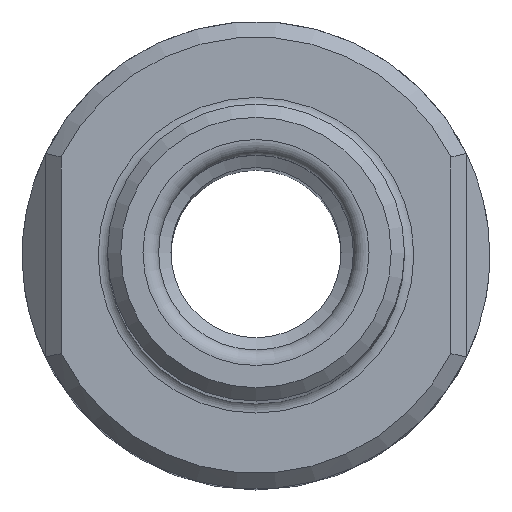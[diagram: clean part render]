
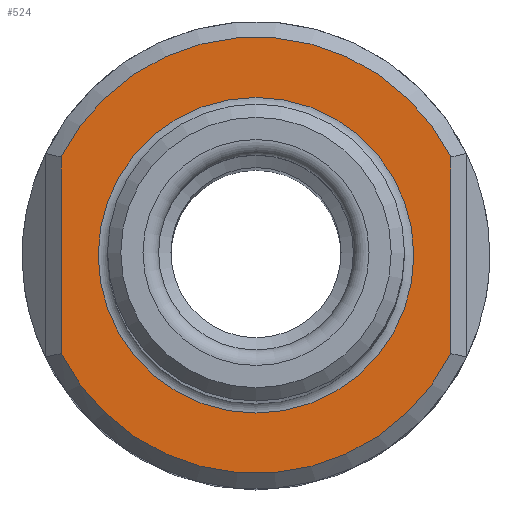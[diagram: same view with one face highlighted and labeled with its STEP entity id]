
A CAD part, top view. The second image highlights one B-rep face of the part: STEP entity #524.
In plain terms, the highlighted planar face has unit normal (0, 0, 1).
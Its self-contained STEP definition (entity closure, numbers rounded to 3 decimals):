
#35=PLANE('',#561);
#50=LINE('',#741,#60);
#51=LINE('',#746,#61);
#60=VECTOR('',#626,1000.);
#61=VECTOR('',#629,1000.);
#75=ORIENTED_EDGE('',*,*,#151,.T.);
#76=ORIENTED_EDGE('',*,*,#152,.T.);
#77=ORIENTED_EDGE('',*,*,#153,.T.);
#78=ORIENTED_EDGE('',*,*,#154,.T.);
#79=ORIENTED_EDGE('',*,*,#155,.F.);
#151=EDGE_CURVE('',#189,#190,#50,.T.);
#152=EDGE_CURVE('',#190,#191,#213,.F.);
#153=EDGE_CURVE('',#191,#192,#51,.T.);
#154=EDGE_CURVE('',#192,#189,#214,.F.);
#155=EDGE_CURVE('',#193,#193,#215,.T.);
#189=VERTEX_POINT('',#742);
#190=VERTEX_POINT('',#743);
#191=VERTEX_POINT('',#745);
#192=VERTEX_POINT('',#747);
#193=VERTEX_POINT('',#750);
#213=CIRCLE('',#562,14.);
#214=CIRCLE('',#563,14.);
#215=CIRCLE('',#564,10.125);
#234=EDGE_LOOP('',(#75,#76,#77,#78));
#235=EDGE_LOOP('',(#79));
#280=FACE_BOUND('',#234,.T.);
#281=FACE_BOUND('',#235,.T.);
#524=ADVANCED_FACE('',(#280,#281),#35,.F.);
#561=AXIS2_PLACEMENT_3D('',#740,#624,#625);
#562=AXIS2_PLACEMENT_3D('',#744,#627,#628);
#563=AXIS2_PLACEMENT_3D('',#748,#630,#631);
#564=AXIS2_PLACEMENT_3D('',#749,#632,#633);
#624=DIRECTION('',(0.,0.,-1.));
#625=DIRECTION('',(-1.,0.,0.));
#626=DIRECTION('',(0.,-1.,0.));
#627=DIRECTION('',(0.,0.,-1.));
#628=DIRECTION('',(-1.,0.,0.));
#629=DIRECTION('',(0.,1.,0.));
#630=DIRECTION('',(0.,0.,-1.));
#631=DIRECTION('',(-1.,0.,0.));
#632=DIRECTION('',(0.,0.,1.));
#633=DIRECTION('',(1.,0.,0.));
#740=CARTESIAN_POINT('',(15.,0.,47.));
#741=CARTESIAN_POINT('',(-12.5,-6.538,47.));
#742=CARTESIAN_POINT('',(-12.5,6.305,47.));
#743=CARTESIAN_POINT('',(-12.5,-6.305,47.));
#744=CARTESIAN_POINT('',(0.,0.,47.));
#745=CARTESIAN_POINT('',(12.5,-6.305,47.));
#746=CARTESIAN_POINT('',(12.5,6.538,47.));
#747=CARTESIAN_POINT('',(12.5,6.305,47.));
#748=CARTESIAN_POINT('',(0.,0.,47.));
#749=CARTESIAN_POINT('',(0.,0.,47.));
#750=CARTESIAN_POINT('',(10.125,0.,47.));
